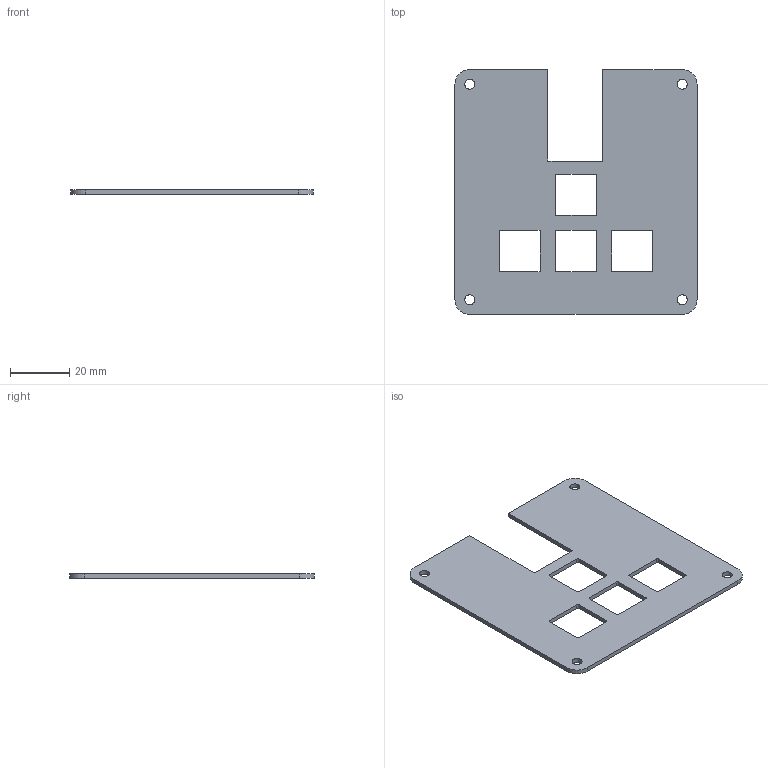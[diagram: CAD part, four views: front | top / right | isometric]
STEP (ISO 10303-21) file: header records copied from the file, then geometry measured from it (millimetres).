
FILE_DESCRIPTION(/* description */ (''),/* implementation_level */ '2;1');
FILE_NAME(/* name */ 'Hackpad Cover.step',/* time_stamp */ '2025-06-27T15:38:01-05:00',/* author */ (''),/* organization */ (''),/* preprocessor_version */ 'ST-DEVELOPER v20.1',/* originating_system */ 'Autodesk Translation Framework v14.10.0.0',/* authorisation */ '');
FILE_SCHEMA (('AUTOMOTIVE_DESIGN { 1 0 10303 214 3 1 1 }'));
Length unit declared in the file: millimetre
Products named in the file (1): 2025-05-29-17-24-51-207
Bounding box: 82 x 83 x 1.5 mm (x, y, z)
Volume: 8083.5 mm3; surface area: 11776.2 mm2
Topology: 1 solids, 1 shells, 371 faces, 1044 edges, 696 vertices
Faces by surface type: bspline 211, plane 136, cylinder 24
Full cylindrical faces by diameter (mm): 3.4 x4
Entity records: 13941 total; most frequent: CARTESIAN_POINT 5699, ORIENTED_EDGE 2088, EDGE_CURVE 1044, DIRECTION 992, VERTEX_POINT 696, LINE 574, VECTOR 574, B_SPLINE_CURVE_WITH_KNOTS 422
